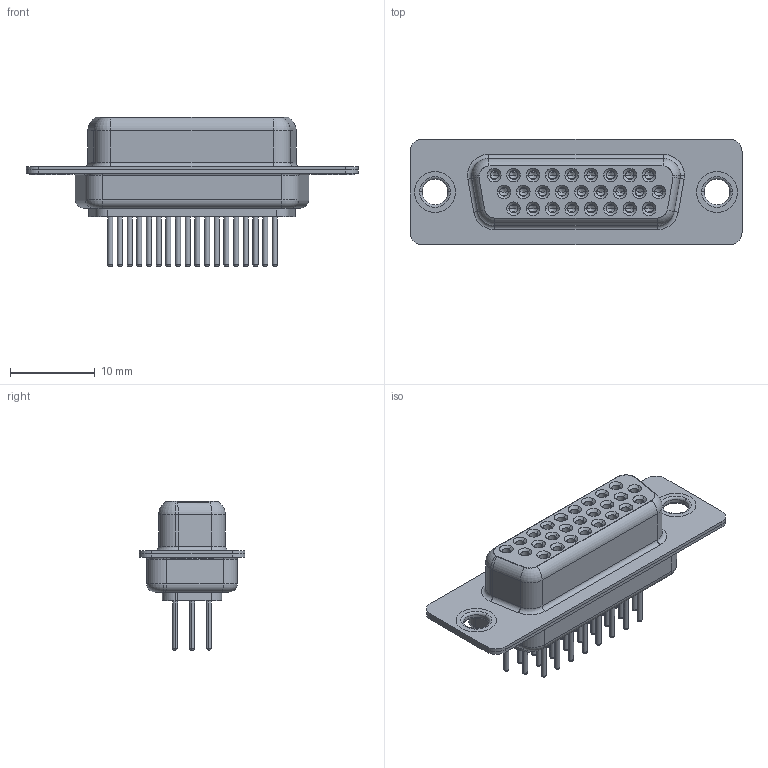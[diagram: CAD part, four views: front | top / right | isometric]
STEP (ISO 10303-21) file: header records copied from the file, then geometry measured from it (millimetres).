
FILE_DESCRIPTION (( 'STEP AP203' ), '1' );
FILE_NAME ('638-M26-330-BN1.STEP', '2022-07-05T19:22:10', ( '' ), ( '' ), 'SwSTEP 2.0', 'SolidWorks 2020', '' );
FILE_SCHEMA (( 'CONFIG_CONTROL_DESIGN' ));
Length unit declared in the file: millimetre
Products named in the file (8): 638M Shell Rear_26 Contacts; 638M Thru Hole Rivet; 638M Shell Front_26 Contacts; 638M Contact Row 1_30; 638-M26-330-BN1; 638M Housing_26 Contacts; 638M Contact Row 3_30; 638M Contact Row 2_30
Assembly tree (31 placements, depth 2):
  638-M26-330-BN1
    638M Housing_26 Contacts
    638M Shell Front_26 Contacts
    638M Shell Rear_26 Contacts
    638M Contact Row 1_30  x9
    638M Contact Row 2_30  x9
    638M Contact Row 3_30  x8
    638M Thru Hole Rivet  x2
Bounding box: 39.2 x 12.5 x 17.6 mm (x, y, z)
Volume: 2275 mm3; surface area: 7716.4 mm2
Topology: 31 solids, 31 shells, 1683 faces, 3879 edges, 2373 vertices
Faces by surface type: cylinder 615, plane 457, torus 429, cone 182
Entity records: 21638 total; most frequent: DIRECTION 3903, CARTESIAN_POINT 3560, ORIENTED_EDGE 3158, AXIS2_PLACEMENT_3D 1662, EDGE_CURVE 1579, VERTEX_POINT 992, CIRCLE 931, EDGE_LOOP 859
